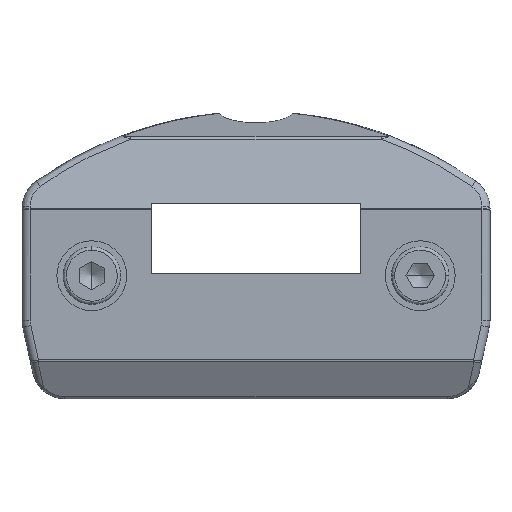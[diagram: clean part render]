
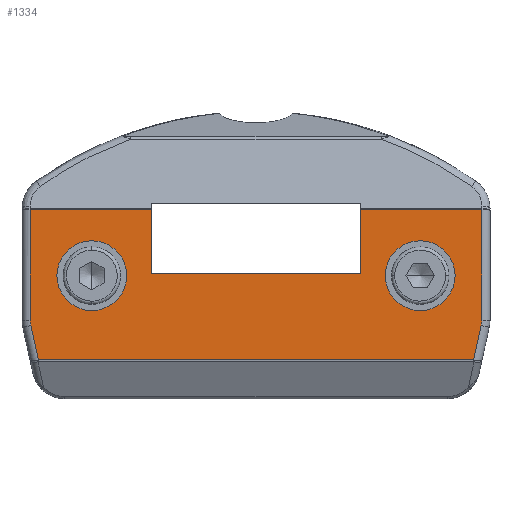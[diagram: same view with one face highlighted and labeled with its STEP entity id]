
A CAD part, front view. The second image highlights one B-rep face of the part: STEP entity #1334.
In plain terms, the highlighted planar face has unit normal (0, -1, 0).
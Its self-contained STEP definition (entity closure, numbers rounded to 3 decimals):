
#40 = CARTESIAN_POINT ( 'NONE',  ( -27.429, -12.5, -18.241 ) ) ;
#103 = CIRCLE ( 'NONE', #1646, 4.25 ) ;
#130 = AXIS2_PLACEMENT_3D ( 'NONE', #576, #3254, #7796 ) ;
#208 = PLANE ( 'NONE',  #7487 ) ;
#276 = VERTEX_POINT ( 'NONE', #4314 ) ;
#445 = DIRECTION ( 'NONE',  ( 0., -1., 0. ) ) ;
#576 = CARTESIAN_POINT ( 'NONE',  ( -20., -12.5, -12.159 ) ) ;
#582 = CARTESIAN_POINT ( 'NONE',  ( -12.75, -12.5, -11.909 ) ) ;
#591 = CARTESIAN_POINT ( 'NONE',  ( 20., -12.5, -12.159 ) ) ;
#821 = FACE_OUTER_BOUND ( 'NONE', #5891, .T. ) ;
#892 = CARTESIAN_POINT ( 'NONE',  ( -12.75, -12.5, -4.125 ) ) ;
#977 = EDGE_CURVE ( 'NONE', #2677, #2070, #3151, .T. ) ;
#1052 = AXIS2_PLACEMENT_3D ( 'NONE', #8270, #6358, #1736 ) ;
#1091 = VECTOR ( 'NONE', #2669, 1000. ) ;
#1096 = EDGE_CURVE ( 'NONE', #4205, #276, #8345, .T. ) ;
#1317 = ORIENTED_EDGE ( 'NONE', *, *, #1096, .F. ) ;
#1324 = VERTEX_POINT ( 'NONE', #2235 ) ;
#1334 = ADVANCED_FACE ( 'NONE', ( #2101, #1398, #821 ), #208, .T. ) ;
#1398 = FACE_BOUND ( 'NONE', #5080, .T. ) ;
#1409 = ORIENTED_EDGE ( 'NONE', *, *, #4228, .T. ) ;
#1440 = CARTESIAN_POINT ( 'NONE',  ( -32.5, -12.5, -4.125 ) ) ;
#1476 = LINE ( 'NONE', #4833, #6838 ) ;
#1488 = EDGE_CURVE ( 'NONE', #3204, #4799, #1701, .T. ) ;
#1522 = CARTESIAN_POINT ( 'NONE',  ( 20., -12.5, -7.909 ) ) ;
#1592 = CARTESIAN_POINT ( 'NONE',  ( -27.5, -12.5, -17.591 ) ) ;
#1646 = AXIS2_PLACEMENT_3D ( 'NONE', #591, #7762, #5827 ) ;
#1701 = LINE ( 'NONE', #7054, #6530 ) ;
#1736 = DIRECTION ( 'NONE',  ( 0., 0., -1. ) ) ;
#1815 = VERTEX_POINT ( 'NONE', #8394 ) ;
#1953 = CARTESIAN_POINT ( 'NONE',  ( 27.429, -12.5, -18.241 ) ) ;
#2070 = VERTEX_POINT ( 'NONE', #6776 ) ;
#2101 = FACE_BOUND ( 'NONE', #7370, .T. ) ;
#2233 = LINE ( 'NONE', #1440, #6606 ) ;
#2235 = CARTESIAN_POINT ( 'NONE',  ( 26.498, -12.5, -22.432 ) ) ;
#2479 = EDGE_CURVE ( 'NONE', #5614, #6944, #7626, .T. ) ;
#2501 = VERTEX_POINT ( 'NONE', #40 ) ;
#2542 = ORIENTED_EDGE ( 'NONE', *, *, #977, .T. ) ;
#2617 = DIRECTION ( 'NONE',  ( 1., 0., 0. ) ) ;
#2666 = VERTEX_POINT ( 'NONE', #4902 ) ;
#2669 = DIRECTION ( 'NONE',  ( 0., 0., -1. ) ) ;
#2677 = VERTEX_POINT ( 'NONE', #6375 ) ;
#2759 = DIRECTION ( 'NONE',  ( 0., 0., -1. ) ) ;
#2781 = CARTESIAN_POINT ( 'NONE',  ( 27.429, -12.5, -18.241 ) ) ;
#2850 = DIRECTION ( 'NONE',  ( 0., 0., -1. ) ) ;
#2932 = DIRECTION ( 'NONE',  ( 1., 0., 0. ) ) ;
#3106 = LINE ( 'NONE', #1953, #3584 ) ;
#3151 = LINE ( 'NONE', #5805, #4874 ) ;
#3152 = VERTEX_POINT ( 'NONE', #2781 ) ;
#3204 = VERTEX_POINT ( 'NONE', #4175 ) ;
#3222 = VECTOR ( 'NONE', #7837, 1000. ) ;
#3254 = DIRECTION ( 'NONE',  ( 0., -1., 0. ) ) ;
#3328 = LINE ( 'NONE', #7912, #8413 ) ;
#3384 = EDGE_CURVE ( 'NONE', #6944, #5614, #103, .T. ) ;
#3419 = CARTESIAN_POINT ( 'NONE',  ( -26.546, -12.5, -22.216 ) ) ;
#3446 = VECTOR ( 'NONE', #4016, 1000. ) ;
#3584 = VECTOR ( 'NONE', #3919, 1000. ) ;
#3742 = ORIENTED_EDGE ( 'NONE', *, *, #4105, .T. ) ;
#3787 = ORIENTED_EDGE ( 'NONE', *, *, #1488, .F. ) ;
#3812 = EDGE_CURVE ( 'NONE', #4381, #4961, #8100, .T. ) ;
#3864 = AXIS2_PLACEMENT_3D ( 'NONE', #7018, #445, #5855 ) ;
#3867 = DIRECTION ( 'NONE',  ( 0., 0., 1. ) ) ;
#3880 = EDGE_CURVE ( 'NONE', #276, #4205, #8035, .T. ) ;
#3919 = DIRECTION ( 'NONE',  ( 0.217, 0., 0.976 ) ) ;
#3945 = ORIENTED_EDGE ( 'NONE', *, *, #4889, .T. ) ;
#3956 = EDGE_CURVE ( 'NONE', #5572, #2501, #4405, .T. ) ;
#4016 = DIRECTION ( 'NONE',  ( 0.217, 0., -0.976 ) ) ;
#4060 = CARTESIAN_POINT ( 'NONE',  ( 24.5, -12.5, -3.956 ) ) ;
#4105 = EDGE_CURVE ( 'NONE', #2501, #2666, #5932, .T. ) ;
#4142 = ORIENTED_EDGE ( 'NONE', *, *, #6019, .T. ) ;
#4175 = CARTESIAN_POINT ( 'NONE',  ( 12.75, -12.5, -11.909 ) ) ;
#4205 = VERTEX_POINT ( 'NONE', #5019 ) ;
#4228 = EDGE_CURVE ( 'NONE', #1324, #3152, #3106, .T. ) ;
#4256 = DIRECTION ( 'NONE',  ( 0., 0., -1. ) ) ;
#4314 = CARTESIAN_POINT ( 'NONE',  ( -20., -12.5, -7.909 ) ) ;
#4381 = VERTEX_POINT ( 'NONE', #892 ) ;
#4405 = CIRCLE ( 'NONE', #3864, 3. ) ;
#4799 = VERTEX_POINT ( 'NONE', #6168 ) ;
#4803 = CARTESIAN_POINT ( 'NONE',  ( -12.75, -12.5, -3.409 ) ) ;
#4833 = CARTESIAN_POINT ( 'NONE',  ( -32.5, -12.5, -4.125 ) ) ;
#4874 = VECTOR ( 'NONE', #3867, 1000. ) ;
#4889 = EDGE_CURVE ( 'NONE', #1815, #5572, #4915, .T. ) ;
#4902 = CARTESIAN_POINT ( 'NONE',  ( -26.498, -12.5, -22.432 ) ) ;
#4915 = LINE ( 'NONE', #1592, #7888 ) ;
#4961 = VERTEX_POINT ( 'NONE', #582 ) ;
#5019 = CARTESIAN_POINT ( 'NONE',  ( -20., -12.5, -16.409 ) ) ;
#5080 = EDGE_LOOP ( 'NONE', ( #1317, #5905 ) ) ;
#5407 = DIRECTION ( 'NONE',  ( 0., -1., 0. ) ) ;
#5420 = ORIENTED_EDGE ( 'NONE', *, *, #6572, .F. ) ;
#5446 = EDGE_CURVE ( 'NONE', #2666, #1324, #3328, .T. ) ;
#5572 = VERTEX_POINT ( 'NONE', #8048 ) ;
#5614 = VERTEX_POINT ( 'NONE', #1522 ) ;
#5684 = CARTESIAN_POINT ( 'NONE',  ( -20., -12.5, -12.159 ) ) ;
#5797 = AXIS2_PLACEMENT_3D ( 'NONE', #5684, #7663, #2850 ) ;
#5805 = CARTESIAN_POINT ( 'NONE',  ( 27.5, -12.5, -4.125 ) ) ;
#5827 = DIRECTION ( 'NONE',  ( 0., 0., -1. ) ) ;
#5855 = DIRECTION ( 'NONE',  ( 0., 0., -1. ) ) ;
#5891 = EDGE_LOOP ( 'NONE', ( #6597, #1409, #4142, #2542, #5420, #3787, #7592, #8116, #6069, #3945, #7147, #3742 ) ) ;
#5905 = ORIENTED_EDGE ( 'NONE', *, *, #3880, .F. ) ;
#5927 = CIRCLE ( 'NONE', #1052, 3. ) ;
#5932 = LINE ( 'NONE', #3419, #3446 ) ;
#6019 = EDGE_CURVE ( 'NONE', #3152, #2677, #5927, .T. ) ;
#6067 = DIRECTION ( 'NONE',  ( 0., -1., 0. ) ) ;
#6069 = ORIENTED_EDGE ( 'NONE', *, *, #6206, .F. ) ;
#6154 = ORIENTED_EDGE ( 'NONE', *, *, #2479, .F. ) ;
#6168 = CARTESIAN_POINT ( 'NONE',  ( 12.75, -12.5, -4.125 ) ) ;
#6206 = EDGE_CURVE ( 'NONE', #1815, #4381, #2233, .T. ) ;
#6235 = DIRECTION ( 'NONE',  ( 1., 0., 0. ) ) ;
#6358 = DIRECTION ( 'NONE',  ( 0., -1., 0. ) ) ;
#6375 = CARTESIAN_POINT ( 'NONE',  ( 27.5, -12.5, -17.591 ) ) ;
#6468 = LINE ( 'NONE', #7876, #3222 ) ;
#6530 = VECTOR ( 'NONE', #8403, 1000. ) ;
#6572 = EDGE_CURVE ( 'NONE', #4799, #2070, #1476, .T. ) ;
#6597 = ORIENTED_EDGE ( 'NONE', *, *, #5446, .T. ) ;
#6606 = VECTOR ( 'NONE', #6235, 1000. ) ;
#6682 = CARTESIAN_POINT ( 'NONE',  ( 20., -12.5, -16.409 ) ) ;
#6716 = DIRECTION ( 'NONE',  ( 0., 0., -1. ) ) ;
#6776 = CARTESIAN_POINT ( 'NONE',  ( 27.5, -12.5, -4.125 ) ) ;
#6838 = VECTOR ( 'NONE', #2932, 1000. ) ;
#6944 = VERTEX_POINT ( 'NONE', #6682 ) ;
#7018 = CARTESIAN_POINT ( 'NONE',  ( -24.5, -12.5, -17.591 ) ) ;
#7025 = ORIENTED_EDGE ( 'NONE', *, *, #3384, .F. ) ;
#7054 = CARTESIAN_POINT ( 'NONE',  ( 12.75, -12.5, -3.409 ) ) ;
#7147 = ORIENTED_EDGE ( 'NONE', *, *, #3956, .T. ) ;
#7317 = CARTESIAN_POINT ( 'NONE',  ( 20., -12.5, -12.159 ) ) ;
#7370 = EDGE_LOOP ( 'NONE', ( #7025, #6154 ) ) ;
#7487 = AXIS2_PLACEMENT_3D ( 'NONE', #4060, #5407, #6716 ) ;
#7592 = ORIENTED_EDGE ( 'NONE', *, *, #8081, .F. ) ;
#7626 = CIRCLE ( 'NONE', #7754, 4.25 ) ;
#7663 = DIRECTION ( 'NONE',  ( 0., -1., 0. ) ) ;
#7754 = AXIS2_PLACEMENT_3D ( 'NONE', #7317, #6067, #2759 ) ;
#7762 = DIRECTION ( 'NONE',  ( 0., -1., 0. ) ) ;
#7796 = DIRECTION ( 'NONE',  ( 0., 0., -1. ) ) ;
#7837 = DIRECTION ( 'NONE',  ( 1., 0., 0. ) ) ;
#7876 = CARTESIAN_POINT ( 'NONE',  ( -12.75, -12.5, -11.909 ) ) ;
#7888 = VECTOR ( 'NONE', #4256, 1000. ) ;
#7912 = CARTESIAN_POINT ( 'NONE',  ( -32.5, -12.5, -22.432 ) ) ;
#8035 = CIRCLE ( 'NONE', #5797, 4.25 ) ;
#8048 = CARTESIAN_POINT ( 'NONE',  ( -27.5, -12.5, -17.591 ) ) ;
#8081 = EDGE_CURVE ( 'NONE', #4961, #3204, #6468, .T. ) ;
#8100 = LINE ( 'NONE', #4803, #1091 ) ;
#8116 = ORIENTED_EDGE ( 'NONE', *, *, #3812, .F. ) ;
#8270 = CARTESIAN_POINT ( 'NONE',  ( 24.5, -12.5, -17.591 ) ) ;
#8345 = CIRCLE ( 'NONE', #130, 4.25 ) ;
#8394 = CARTESIAN_POINT ( 'NONE',  ( -27.5, -12.5, -4.125 ) ) ;
#8403 = DIRECTION ( 'NONE',  ( 0., 0., 1. ) ) ;
#8413 = VECTOR ( 'NONE', #2617, 1000. ) ;
